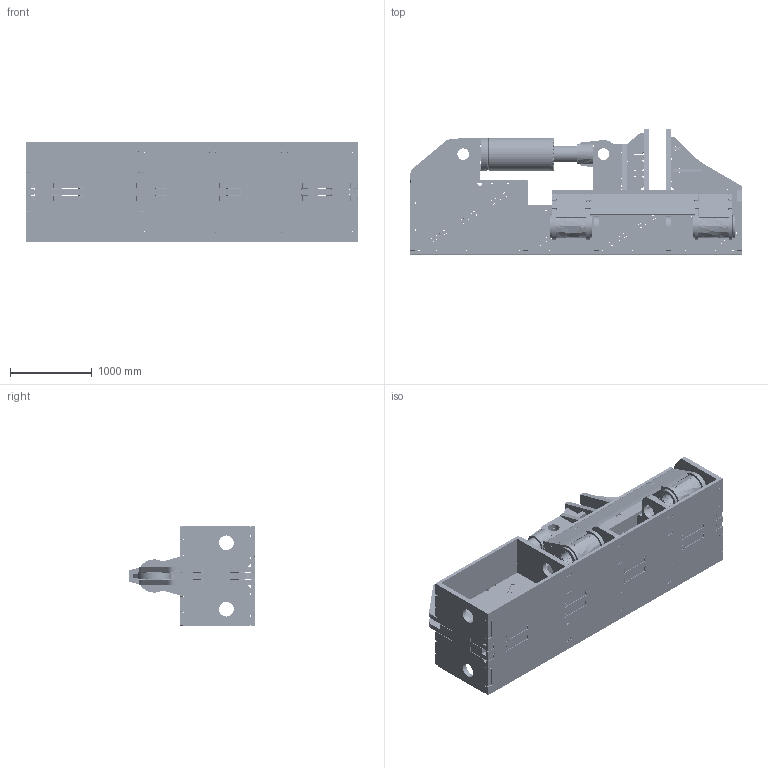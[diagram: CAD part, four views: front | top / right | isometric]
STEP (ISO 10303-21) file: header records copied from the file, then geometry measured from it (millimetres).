
FILE_DESCRIPTION(('FreeCAD Model'),'2;1');
FILE_NAME('Open CASCADE Shape Model','2025-05-09T08:13:55',('FreeCAD'),( 'FreeCAD'),'Open CASCADE STEP processor 7.6','FreeCAD','Unknown');
FILE_SCHEMA(('AUTOMOTIVE_DESIGN { 1 0 10303 214 1 1 1 1 }'));
Products named in the file (1): Open CASCADE STEP translator 7.6 1
Bounding box: 4058.09 x 1530.92 x 1217.43 mm (x, y, z)
Volume: 1400524771.4 mm3; surface area: 69336420.7 mm2
Topology: 83 solids, 83 shells, 4644 faces, 12544 edges, 7993 vertices
Faces by surface type: bspline 4644
Entity records: 250068 total; most frequent: CARTESIAN_POINT 179130, ORIENTED_EDGE 24988, EDGE_CURVE 12494, B_SPLINE_CURVE_WITH_KNOTS 8372, VERTEX_POINT 7993, FACE_BOUND 5055, EDGE_LOOP 5055, ADVANCED_FACE 4644
